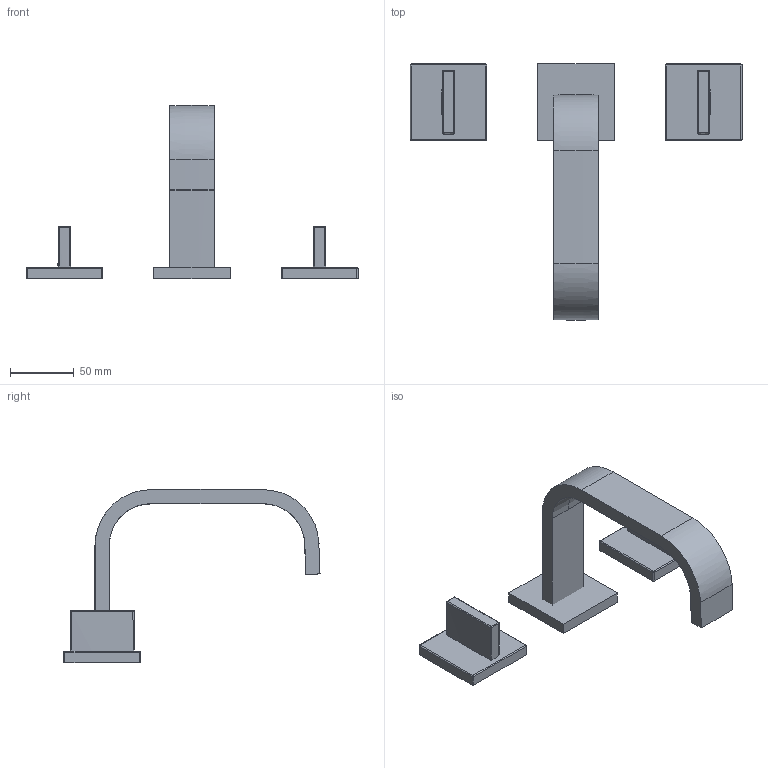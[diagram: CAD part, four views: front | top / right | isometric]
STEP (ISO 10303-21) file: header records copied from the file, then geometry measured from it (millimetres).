
FILE_DESCRIPTION (( 'STEP AP214' ), '1' );
FILE_NAME ('20705782.STEP', '2022-05-20T09:05:09', ( '' ), ( '' ), 'SwSTEP 2.0', 'SolidWorks 2020', '' );
FILE_SCHEMA (( 'AUTOMOTIVE_DESIGN' ));
Length unit declared in the file: millimetre
Products named in the file (7): Planungsmodell_Pseudo-+-99.20.71.378.20.02-1; Planungsmodell_Griff-+-09.20.78.007-1; Planungsmodell_Rosette-+-09.27.78.033-01_K1; 20705782; Planungsmodell_Rosette-+-09.27.78.034.90-1; Planungsmodell_Rohr-+-09.28.22.358.90-1_LOGO; Planungsmodell_Pseudo-+-99.20.71.378.20.03-1
Assembly tree (8 placements, depth 3):
  20705782
    Planungsmodell_Rohr-+-09.28.22.358.90-1_LOGO
    Planungsmodell_Rosette-+-09.27.78.034.90-1
    Planungsmodell_Pseudo-+-99.20.71.378.20.02-1
      Planungsmodell_Griff-+-09.20.78.007-1
      Planungsmodell_Rosette-+-09.27.78.033-01_K1
    Planungsmodell_Pseudo-+-99.20.71.378.20.03-1
      Planungsmodell_Griff-+-09.20.78.007-1
      Planungsmodell_Rosette-+-09.27.78.033-01_K1
Bounding box: 260 x 200.63 x 135.49 mm (x, y, z)
Volume: 254076.7 mm3; surface area: 67617.6 mm2
Topology: 6 solids, 6 shells, 97 faces, 212 edges, 119 vertices
Faces by surface type: cylinder 31, plane 24, bspline 20, sphere 16, torus 6
Entity records: 2073 total; most frequent: CARTESIAN_POINT 523, DIRECTION 301, ORIENTED_EDGE 264, EDGE_CURVE 132, AXIS2_PLACEMENT_3D 125, VERTEX_POINT 79, ADVANCED_FACE 61, EDGE_LOOP 61
